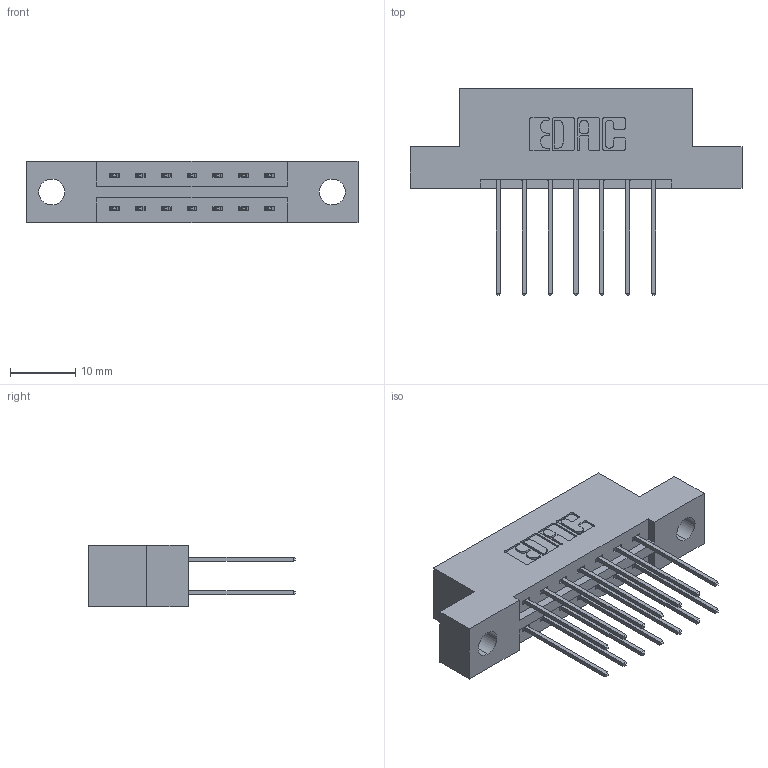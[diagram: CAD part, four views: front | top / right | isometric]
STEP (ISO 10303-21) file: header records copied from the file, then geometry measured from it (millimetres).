
FILE_DESCRIPTION (( 'STEP AP203' ), '1' );
FILE_NAME ('387-014-542-204.STEP', '2018-09-11T04:58:26', ( '' ), ( '' ), 'SwSTEP 2.0', 'SolidWorks 2016', '' );
FILE_SCHEMA (( 'CONFIG_CONTROL_DESIGN' ));
Length unit declared in the file: inch
Products named in the file (3): 337 Part_Flush Mounting Lugs - 0.156 Dia-TH; 345-292-001_345-293-142; 387-014-542-204
Assembly tree (15 placements, depth 2):
  387-014-542-204
    337 Part_Flush Mounting Lugs - 0.156 Dia-TH
    345-292-001_345-293-142  x14
Bounding box: 50.75 x 31.63 x 9.4 mm (x, y, z)
Volume: 4859.9 mm3; surface area: 5276.9 mm2
Topology: 15 solids, 15 shells, 870 faces, 2565 edges, 1690 vertices
Faces by surface type: plane 602, cylinder 268
Entity records: 9975 total; most frequent: CARTESIAN_POINT 1710, ORIENTED_EDGE 1646, DIRECTION 1519, EDGE_CURVE 823, VECTOR 695, LINE 695, VERTEX_POINT 546, AXIS2_PLACEMENT_3D 412
